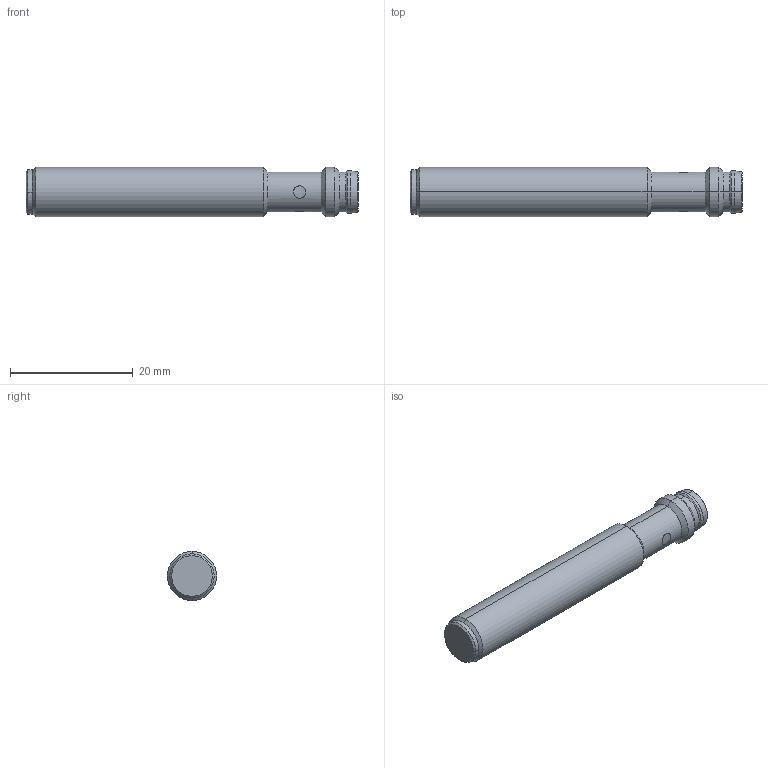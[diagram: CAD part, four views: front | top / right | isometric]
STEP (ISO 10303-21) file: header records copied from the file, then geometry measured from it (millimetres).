
FILE_DESCRIPTION (( 'STEP AP214' ), '1' );
FILE_NAME ('HER-AN-3F.step', '2018-04-12T20:22:15', ( '' ), ( '' ), 'SwSTEP 2.0', 'SolidWorks 2017', '' );
FILE_SCHEMA (( 'AUTOMOTIVE_DESIGN' ));
Length unit declared in the file: inch
Products named in the file (1): HER-AN-3F
Bounding box: 54 x 8 x 8 mm (x, y, z)
Volume: 2351.3 mm3; surface area: 1784.3 mm2
Topology: 1 solids, 1 shells, 58 faces, 131 edges, 79 vertices
Faces by surface type: cylinder 22, cone 21, bspline 10, plane 5
Entity records: 2119 total; most frequent: CARTESIAN_POINT 761, DIRECTION 277, ORIENTED_EDGE 250, EDGE_CURVE 125, AXIS2_PLACEMENT_3D 117, VERTEX_POINT 79, CIRCLE 68, EDGE_LOOP 68
